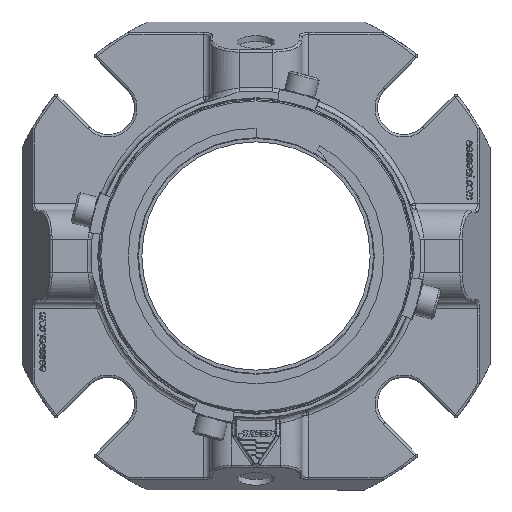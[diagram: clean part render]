
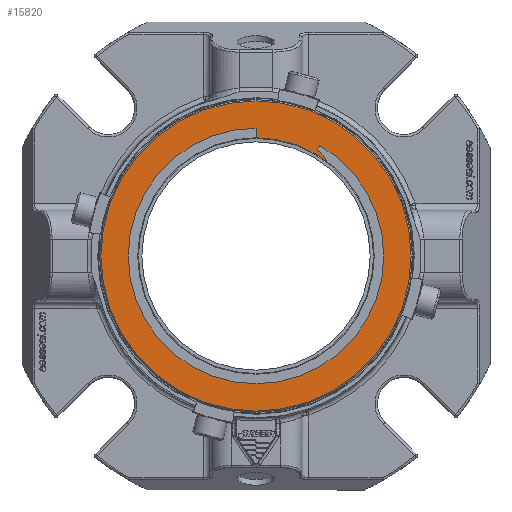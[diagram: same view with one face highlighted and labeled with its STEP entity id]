
A CAD part, left-side view. The second image highlights one B-rep face of the part: STEP entity #15820.
In plain terms, the highlighted planar face has unit normal (-1, 0, 0).
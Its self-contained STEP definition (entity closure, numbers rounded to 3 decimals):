
#920=LINE('',#22776,#1968);
#924=LINE('',#22788,#1972);
#1968=VECTOR('',#18492,1000.);
#1972=VECTOR('',#18506,1000.);
#3155=PLANE('',#16854);
#3484=ORIENTED_EDGE('',*,*,#8411,.F.);
#3485=ORIENTED_EDGE('',*,*,#8409,.F.);
#3486=ORIENTED_EDGE('',*,*,#8407,.T.);
#3487=ORIENTED_EDGE('',*,*,#8405,.F.);
#3488=ORIENTED_EDGE('',*,*,#8402,.T.);
#3489=ORIENTED_EDGE('',*,*,#8420,.T.);
#8402=EDGE_CURVE('',#10881,#10882,#12461,.F.);
#8405=EDGE_CURVE('',#10881,#10883,#920,.T.);
#8407=EDGE_CURVE('',#10884,#10883,#12462,.T.);
#8409=EDGE_CURVE('',#10884,#10885,#12463,.T.);
#8411=EDGE_CURVE('',#10885,#10882,#924,.T.);
#8420=EDGE_CURVE('',#10894,#10894,#12472,.T.);
#10881=VERTEX_POINT('',#22771);
#10882=VERTEX_POINT('',#22772);
#10883=VERTEX_POINT('',#22777);
#10884=VERTEX_POINT('',#22781);
#10885=VERTEX_POINT('',#22785);
#10894=VERTEX_POINT('',#22815);
#12461=CIRCLE('',#16831,53.188);
#12462=CIRCLE('',#16834,9.525);
#12463=CIRCLE('',#16836,48.412);
#12472=CIRCLE('',#16855,64.58);
#13286=EDGE_LOOP('',(#3484,#3485,#3486,#3487,#3488));
#13287=EDGE_LOOP('',(#3489));
#14400=FACE_BOUND('',#13286,.T.);
#14401=FACE_BOUND('',#13287,.T.);
#15820=ADVANCED_FACE('',(#14400,#14401),#3155,.T.);
#16831=AXIS2_PLACEMENT_3D('',#22770,#18486,#18487);
#16834=AXIS2_PLACEMENT_3D('',#22780,#18496,#18497);
#16836=AXIS2_PLACEMENT_3D('',#22784,#18501,#18502);
#16854=AXIS2_PLACEMENT_3D('',#22813,#18539,#18540);
#16855=AXIS2_PLACEMENT_3D('',#22814,#18541,#18542);
#18486=DIRECTION('',(-1.,0.,0.));
#18487=DIRECTION('',(0.,0.,1.));
#18492=DIRECTION('',(0.,0.5,-0.866));
#18496=DIRECTION('',(-1.,0.,0.));
#18497=DIRECTION('',(0.,0.,1.));
#18501=DIRECTION('',(-1.,0.,0.));
#18502=DIRECTION('',(0.,0.,1.));
#18506=DIRECTION('',(0.,0.,1.));
#18539=DIRECTION('',(-1.,0.,0.));
#18540=DIRECTION('',(0.,0.,1.));
#18541=DIRECTION('',(-1.,0.,0.));
#18542=DIRECTION('',(0.,0.,1.));
#22770=CARTESIAN_POINT('',(-103.505,0.,0.));
#22771=CARTESIAN_POINT('',(-103.505,-26.594,46.062));
#22772=CARTESIAN_POINT('',(-103.505,0.,53.188));
#22776=CARTESIAN_POINT('',(-103.505,-26.594,46.062));
#22777=CARTESIAN_POINT('',(-103.505,-25.4,43.994));
#22780=CARTESIAN_POINT('',(-103.505,-20.638,35.745));
#22781=CARTESIAN_POINT('',(-103.505,-29.866,38.102));
#22784=CARTESIAN_POINT('',(-103.505,0.,0.));
#22785=CARTESIAN_POINT('',(-103.505,0.,48.412));
#22788=CARTESIAN_POINT('',(-103.505,0.,48.412));
#22813=CARTESIAN_POINT('',(-103.505,0.,-65.088));
#22814=CARTESIAN_POINT('',(-103.505,0.,0.));
#22815=CARTESIAN_POINT('',(-103.505,0.,64.58));
